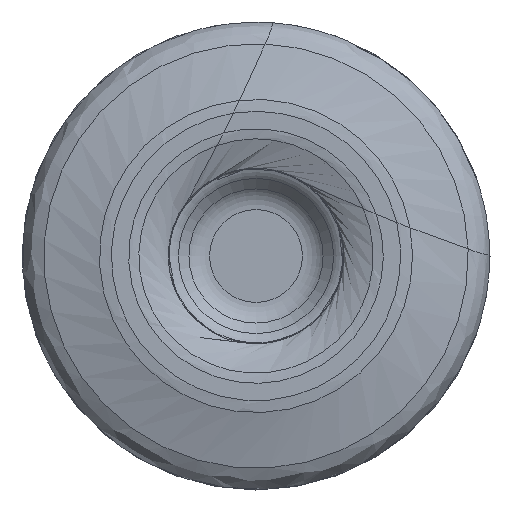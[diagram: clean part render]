
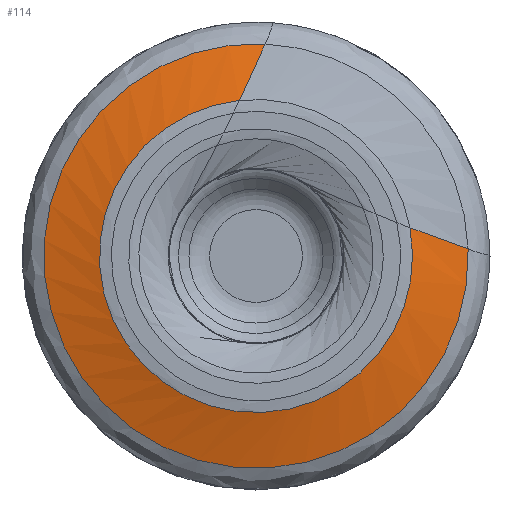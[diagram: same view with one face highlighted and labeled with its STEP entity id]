
A CAD part, left-side view. The second image highlights one B-rep face of the part: STEP entity #114.
In plain terms, the highlighted free-form (B-spline) face has degree [1, 3] with [2, 7] control points.
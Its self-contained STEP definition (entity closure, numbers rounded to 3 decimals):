
#114=ADVANCED_FACE('',(#201),#166,.F.);
#166=(
BOUNDED_SURFACE()
B_SPLINE_SURFACE(1,3,((#1166,#1167,#1168,#1169,#1170,#1171,#1172),(#1173,
#1174,#1175,#1176,#1177,#1178,#1179)),.UNSPECIFIED.,.F.,.F.,.F.)
B_SPLINE_SURFACE_WITH_KNOTS((2,2),(4,3,4),(0.,1.),(0.,0.5,1.),
 .UNSPECIFIED.)
GEOMETRIC_REPRESENTATION_ITEM()
RATIONAL_B_SPLINE_SURFACE(((1.,0.577,0.577,1.,0.577,
0.577,1.),(1.,0.577,0.577,1.,0.577,
0.577,1.)))
REPRESENTATION_ITEM('')
SURFACE()
);
#201=FACE_OUTER_BOUND('',#239,.T.);
#239=EDGE_LOOP('',(#398,#399,#400,#401));
#312=CIRCLE('',#736,10.705);
#315=CIRCLE('',#739,14.512);
#398=ORIENTED_EDGE('',*,*,#619,.F.);
#399=ORIENTED_EDGE('',*,*,#620,.T.);
#400=ORIENTED_EDGE('',*,*,#616,.T.);
#401=ORIENTED_EDGE('',*,*,#621,.T.);
#558=VERTEX_POINT('',#1129);
#559=VERTEX_POINT('',#1130);
#560=VERTEX_POINT('',#1162);
#561=VERTEX_POINT('',#1163);
#616=EDGE_CURVE('',#558,#559,#312,.T.);
#619=EDGE_CURVE('',#560,#561,#315,.T.);
#620=EDGE_CURVE('',#560,#558,#692,.T.);
#621=EDGE_CURVE('',#559,#561,#693,.T.);
#692=LINE('',#1164,#710);
#693=LINE('',#1165,#711);
#710=VECTOR('',#851,1.);
#711=VECTOR('',#852,1.);
#736=AXIS2_PLACEMENT_3D('',#1128,#843,#844);
#739=AXIS2_PLACEMENT_3D('',#1161,#849,#850);
#843=DIRECTION('',(1.,0.,0.));
#844=DIRECTION('',(0.,-0.983,0.181));
#849=DIRECTION('',(1.,0.,0.));
#850=DIRECTION('',(0.,-0.999,0.033));
#851=DIRECTION('',(-0.241,0.911,0.336));
#852=DIRECTION('',(0.241,-0.404,0.882));
#1128=CARTESIAN_POINT('',(0.149,0.,0.));
#1129=CARTESIAN_POINT('',(0.149,-10.528,1.939));
#1130=CARTESIAN_POINT('',(0.149,1.134,10.645));
#1161=CARTESIAN_POINT('',(1.199,0.,0.));
#1162=CARTESIAN_POINT('',(1.199,-14.504,0.472));
#1163=CARTESIAN_POINT('',(1.199,-0.63,14.498));
#1164=CARTESIAN_POINT('',(0.149,-10.528,1.939));
#1165=CARTESIAN_POINT('',(0.149,1.134,10.645));
#1166=CARTESIAN_POINT('',(0.149,-10.528,1.939));
#1167=CARTESIAN_POINT('',(0.149,-12.615,-9.392));
#1168=CARTESIAN_POINT('',(0.149,-2.828,-15.471));
#1169=CARTESIAN_POINT('',(0.149,6.404,-8.579));
#1170=CARTESIAN_POINT('',(0.149,15.636,-1.687));
#1171=CARTESIAN_POINT('',(0.149,12.59,9.425));
#1172=CARTESIAN_POINT('',(0.149,1.134,10.645));
#1173=CARTESIAN_POINT('',(1.199,-14.504,0.472));
#1174=CARTESIAN_POINT('',(1.199,-15.012,-15.138));
#1175=CARTESIAN_POINT('',(1.199,-0.665,-21.309));
#1176=CARTESIAN_POINT('',(1.199,10.317,-10.205));
#1177=CARTESIAN_POINT('',(1.199,21.3,0.898));
#1178=CARTESIAN_POINT('',(1.199,14.972,15.177));
#1179=CARTESIAN_POINT('',(1.199,-0.63,14.498));
